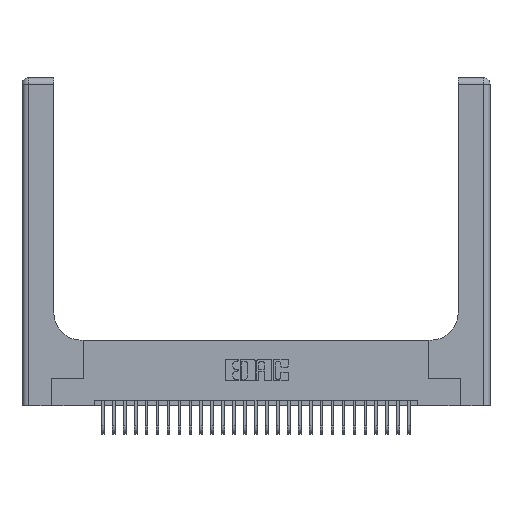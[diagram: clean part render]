
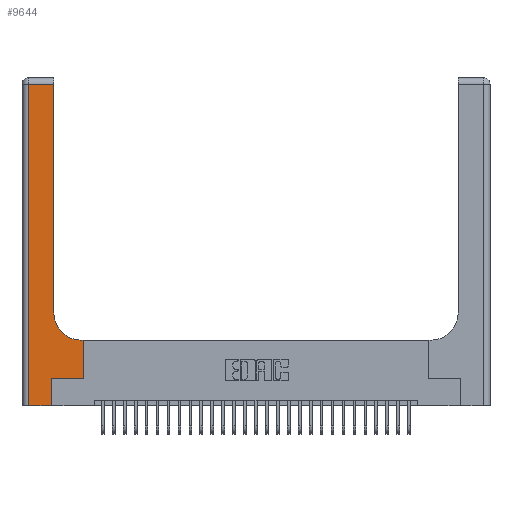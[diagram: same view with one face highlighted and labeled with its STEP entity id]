
A CAD part, top view. The second image highlights one B-rep face of the part: STEP entity #9644.
In plain terms, the highlighted planar face has unit normal (0, 0, 1).
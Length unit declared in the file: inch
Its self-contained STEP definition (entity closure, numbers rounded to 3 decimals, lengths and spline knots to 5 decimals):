
#332 = ORIENTED_EDGE ( 'NONE', *, *, #10627, .T. ) ;
#450 = VECTOR ( 'NONE', #20926, 39.37008 ) ;
#1018 = VERTEX_POINT ( 'NONE', #25203 ) ;
#1043 = PLANE ( 'NONE',  #5249 ) ;
#1149 = EDGE_CURVE ( 'NONE', #6086, #1169, #1654, .T. ) ;
#1169 = VERTEX_POINT ( 'NONE', #10037 ) ;
#1526 = CARTESIAN_POINT ( 'NONE',  ( 0.269, 0.25, 0.37 ) ) ;
#1654 = LINE ( 'NONE', #5447, #14279 ) ;
#1814 = DIRECTION ( 'NONE',  ( 1., 0., 0. ) ) ;
#2159 = DIRECTION ( 'NONE',  ( 0., 1., 0. ) ) ;
#2250 = VERTEX_POINT ( 'NONE', #7125 ) ;
#2600 = VERTEX_POINT ( 'NONE', #10747 ) ;
#3071 = VECTOR ( 'NONE', #10910, 39.37008 ) ;
#3170 = ORIENTED_EDGE ( 'NONE', *, *, #9838, .T. ) ;
#3292 = DIRECTION ( 'NONE',  ( -1., 0., 0. ) ) ;
#3473 = CARTESIAN_POINT ( 'NONE',  ( 0.2915, 2.94, 0.37 ) ) ;
#4787 = CARTESIAN_POINT ( 'NONE',  ( 0.06, 2.94, 0.37 ) ) ;
#5249 = AXIS2_PLACEMENT_3D ( 'NONE', #25568, #16782, #3292 ) ;
#5447 = CARTESIAN_POINT ( 'NONE',  ( 0.5585, 0.25, 0.37 ) ) ;
#6086 = VERTEX_POINT ( 'NONE', #9380 ) ;
#7046 = VECTOR ( 'NONE', #11122, 39.37008 ) ;
#7125 = CARTESIAN_POINT ( 'NONE',  ( 0.269, 0.25, 0.37 ) ) ;
#8676 = LINE ( 'NONE', #28729, #13977 ) ;
#8825 = VERTEX_POINT ( 'NONE', #4787 ) ;
#8974 = CARTESIAN_POINT ( 'NONE',  ( 0., 0., 0.37 ) ) ;
#9100 = VERTEX_POINT ( 'NONE', #10349 ) ;
#9267 = FACE_OUTER_BOUND ( 'NONE', #18689, .T. ) ;
#9380 = CARTESIAN_POINT ( 'NONE',  ( 0.5585, 0.25, 0.37 ) ) ;
#9644 = ADVANCED_FACE ( 'NONE', ( #9267 ), #1043, .F. ) ;
#9788 = EDGE_CURVE ( 'NONE', #2250, #6086, #28772, .T. ) ;
#9838 = EDGE_CURVE ( 'NONE', #25567, #9100, #27399, .T. ) ;
#10037 = CARTESIAN_POINT ( 'NONE',  ( 0.5585, 0.6, 0.37 ) ) ;
#10349 = CARTESIAN_POINT ( 'NONE',  ( 0.2915, 0.85, 0.37 ) ) ;
#10627 = EDGE_CURVE ( 'NONE', #2600, #1018, #13802, .T. ) ;
#10747 = CARTESIAN_POINT ( 'NONE',  ( 0.06, 0., 0.37 ) ) ;
#10910 = DIRECTION ( 'NONE',  ( 0., -1., 0. ) ) ;
#10945 = ORIENTED_EDGE ( 'NONE', *, *, #1149, .T. ) ;
#11122 = DIRECTION ( 'NONE',  ( -1., 0., 0. ) ) ;
#11251 = DIRECTION ( 'NONE',  ( 1., 0., 0. ) ) ;
#11386 = EDGE_CURVE ( 'NONE', #9100, #25713, #24277, .T. ) ;
#11786 = EDGE_CURVE ( 'NONE', #25713, #8825, #24918, .T. ) ;
#11981 = CARTESIAN_POINT ( 'NONE',  ( 0.5415, 0.6, 0.37 ) ) ;
#12763 = AXIS2_PLACEMENT_3D ( 'NONE', #28497, #15264, #1814 ) ;
#13138 = VECTOR ( 'NONE', #2159, 39.37008 ) ;
#13710 = ORIENTED_EDGE ( 'NONE', *, *, #22706, .T. ) ;
#13802 = LINE ( 'NONE', #8974, #19161 ) ;
#13977 = VECTOR ( 'NONE', #17806, 39.37008 ) ;
#14051 = ORIENTED_EDGE ( 'NONE', *, *, #23360, .T. ) ;
#14279 = VECTOR ( 'NONE', #18960, 39.37008 ) ;
#14965 = DIRECTION ( 'NONE',  ( 1., 0., 0. ) ) ;
#15264 = DIRECTION ( 'NONE',  ( 0., 0., -1. ) ) ;
#16172 = ORIENTED_EDGE ( 'NONE', *, *, #11386, .T. ) ;
#16476 = EDGE_CURVE ( 'NONE', #1018, #2250, #19199, .T. ) ;
#16782 = DIRECTION ( 'NONE',  ( 0., 0., -1. ) ) ;
#17806 = DIRECTION ( 'NONE',  ( -1., 0., 0. ) ) ;
#18689 = EDGE_LOOP ( 'NONE', ( #16172, #23308, #14051, #332, #24168, #27088, #10945, #13710, #3170 ) ) ;
#18695 = CARTESIAN_POINT ( 'NONE',  ( 0.2915, 3., 0.37 ) ) ;
#18960 = DIRECTION ( 'NONE',  ( 0., 1., 0. ) ) ;
#19161 = VECTOR ( 'NONE', #11251, 39.37008 ) ;
#19199 = LINE ( 'NONE', #28842, #13138 ) ;
#20926 = DIRECTION ( 'NONE',  ( 0., 1., 0. ) ) ;
#21708 = LINE ( 'NONE', #28694, #3071 ) ;
#22342 = CARTESIAN_POINT ( 'NONE',  ( 0., 2.94, 0.37 ) ) ;
#22706 = EDGE_CURVE ( 'NONE', #1169, #25567, #8676, .T. ) ;
#22994 = VECTOR ( 'NONE', #14965, 39.37008 ) ;
#23308 = ORIENTED_EDGE ( 'NONE', *, *, #11786, .T. ) ;
#23360 = EDGE_CURVE ( 'NONE', #8825, #2600, #21708, .T. ) ;
#24168 = ORIENTED_EDGE ( 'NONE', *, *, #16476, .T. ) ;
#24277 = LINE ( 'NONE', #18695, #450 ) ;
#24918 = LINE ( 'NONE', #22342, #7046 ) ;
#25203 = CARTESIAN_POINT ( 'NONE',  ( 0.269, 0., 0.37 ) ) ;
#25567 = VERTEX_POINT ( 'NONE', #11981 ) ;
#25568 = CARTESIAN_POINT ( 'NONE',  ( 0., 3., 0.37 ) ) ;
#25713 = VERTEX_POINT ( 'NONE', #3473 ) ;
#27088 = ORIENTED_EDGE ( 'NONE', *, *, #9788, .T. ) ;
#27399 = CIRCLE ( 'NONE', #12763, 0.25 ) ;
#28497 = CARTESIAN_POINT ( 'NONE',  ( 0.5415, 0.85, 0.37 ) ) ;
#28694 = CARTESIAN_POINT ( 'NONE',  ( 0.06, 3., 0.37 ) ) ;
#28729 = CARTESIAN_POINT ( 'NONE',  ( 0.2915, 0.6, 0.37 ) ) ;
#28772 = LINE ( 'NONE', #1526, #22994 ) ;
#28842 = CARTESIAN_POINT ( 'NONE',  ( 0.269, 0., 0.37 ) ) ;
